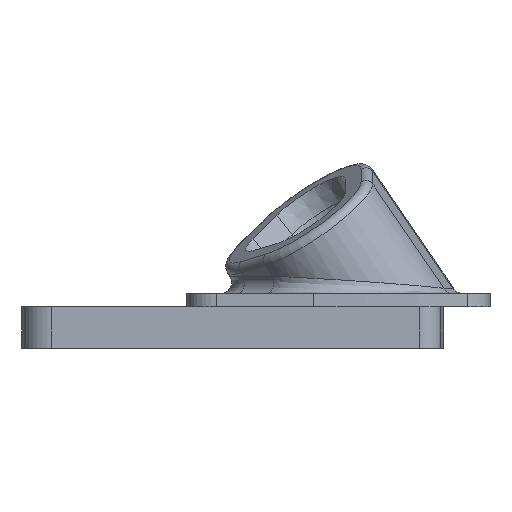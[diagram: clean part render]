
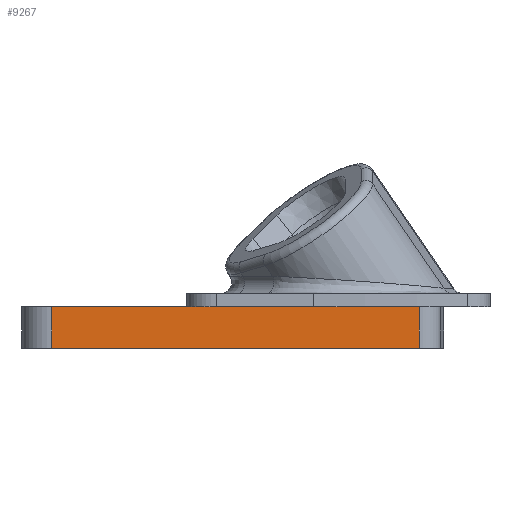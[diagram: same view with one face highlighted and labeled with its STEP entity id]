
A CAD part, left-side view. The second image highlights one B-rep face of the part: STEP entity #9267.
In plain terms, the highlighted planar face has unit normal (-1, 0, 0).
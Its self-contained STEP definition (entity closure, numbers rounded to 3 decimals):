
#4068 = PLANE('',#4069);
#4069 = AXIS2_PLACEMENT_3D('',#4070,#4071,#4072);
#4070 = CARTESIAN_POINT('',(0.,0.,-1.6));
#4071 = DIRECTION('',(0.,0.,1.));
#4072 = DIRECTION('',(1.,0.,0.));
#4531 = VERTEX_POINT('',#4532);
#4532 = CARTESIAN_POINT('',(-72.8,18.4,-1.6));
#4546 = PLANE('',#4547);
#4547 = AXIS2_PLACEMENT_3D('',#4548,#4549,#4550);
#4548 = CARTESIAN_POINT('',(0.,12.8,-1.6));
#4549 = DIRECTION('',(0.,0.,-1.));
#4550 = DIRECTION('',(-1.,0.,0.));
#7224 = EDGE_CURVE('',#4531,#7225,#7227,.T.);
#7225 = VERTEX_POINT('',#7226);
#7226 = CARTESIAN_POINT('',(-72.8,-9.8,-1.6));
#7227 = SURFACE_CURVE('',#7228,(#7232,#7239),.PCURVE_S1.);
#7228 = LINE('',#7229,#7230);
#7229 = CARTESIAN_POINT('',(-72.8,-4.9,-1.6));
#7230 = VECTOR('',#7231,1.);
#7231 = DIRECTION('',(0.,-1.,0.));
#7232 = PCURVE('',#4068,#7233);
#7233 = DEFINITIONAL_REPRESENTATION('',(#7234),#7238);
#7234 = LINE('',#7235,#7236);
#7235 = CARTESIAN_POINT('',(-72.8,-4.9));
#7236 = VECTOR('',#7237,1.);
#7237 = DIRECTION('',(0.,-1.));
#7238 = ( GEOMETRIC_REPRESENTATION_CONTEXT(2) 
PARAMETRIC_REPRESENTATION_CONTEXT() REPRESENTATION_CONTEXT('2D SPACE',''
  ) );
#7239 = PCURVE('',#7240,#7245);
#7240 = PLANE('',#7241);
#7241 = AXIS2_PLACEMENT_3D('',#7242,#7243,#7244);
#7242 = CARTESIAN_POINT('',(-72.8,-9.8,-1.6));
#7243 = DIRECTION('',(-1.,0.,0.));
#7244 = DIRECTION('',(0.,1.,0.));
#7245 = DEFINITIONAL_REPRESENTATION('',(#7246),#7250);
#7246 = LINE('',#7247,#7248);
#7247 = CARTESIAN_POINT('',(4.9,0.));
#7248 = VECTOR('',#7249,1.);
#7249 = DIRECTION('',(-1.,0.));
#7250 = ( GEOMETRIC_REPRESENTATION_CONTEXT(2) 
PARAMETRIC_REPRESENTATION_CONTEXT() REPRESENTATION_CONTEXT('2D SPACE',''
  ) );
#7269 = CYLINDRICAL_SURFACE('',#7270,2.6);
#7270 = AXIS2_PLACEMENT_3D('',#7271,#7272,#7273);
#7271 = CARTESIAN_POINT('',(-70.2,-9.8,-1.6));
#7272 = DIRECTION('',(0.,0.,-1.));
#7273 = DIRECTION('',(0.,-1.,0.));
#7795 = VERTEX_POINT('',#7796);
#7796 = CARTESIAN_POINT('',(-72.8,34.8,-1.6));
#7811 = CYLINDRICAL_SURFACE('',#7812,3.6);
#7812 = AXIS2_PLACEMENT_3D('',#7813,#7814,#7815);
#7813 = CARTESIAN_POINT('',(-69.2,34.8,-1.6));
#7814 = DIRECTION('',(0.,0.,-1.));
#7815 = DIRECTION('',(-1.,0.,0.));
#7823 = EDGE_CURVE('',#4531,#7795,#7824,.T.);
#7824 = SURFACE_CURVE('',#7825,(#7829,#7836),.PCURVE_S1.);
#7825 = LINE('',#7826,#7827);
#7826 = CARTESIAN_POINT('',(-72.8,-9.8,-1.6));
#7827 = VECTOR('',#7828,1.);
#7828 = DIRECTION('',(0.,1.,0.));
#7829 = PCURVE('',#4546,#7830);
#7830 = DEFINITIONAL_REPRESENTATION('',(#7831),#7835);
#7831 = LINE('',#7832,#7833);
#7832 = CARTESIAN_POINT('',(72.8,-22.6));
#7833 = VECTOR('',#7834,1.);
#7834 = DIRECTION('',(0.,1.));
#7835 = ( GEOMETRIC_REPRESENTATION_CONTEXT(2) 
PARAMETRIC_REPRESENTATION_CONTEXT() REPRESENTATION_CONTEXT('2D SPACE',''
  ) );
#7836 = PCURVE('',#7240,#7837);
#7837 = DEFINITIONAL_REPRESENTATION('',(#7838),#7842);
#7838 = LINE('',#7839,#7840);
#7839 = CARTESIAN_POINT('',(0.,0.));
#7840 = VECTOR('',#7841,1.);
#7841 = DIRECTION('',(1.,0.));
#7842 = ( GEOMETRIC_REPRESENTATION_CONTEXT(2) 
PARAMETRIC_REPRESENTATION_CONTEXT() REPRESENTATION_CONTEXT('2D SPACE',''
  ) );
#9267 = ADVANCED_FACE('',(#9268),#7240,.T.);
#9268 = FACE_BOUND('',#9269,.T.);
#9269 = EDGE_LOOP('',(#9270,#9271,#9272,#9295,#9323));
#9270 = ORIENTED_EDGE('',*,*,#7224,.F.);
#9271 = ORIENTED_EDGE('',*,*,#7823,.T.);
#9272 = ORIENTED_EDGE('',*,*,#9273,.T.);
#9273 = EDGE_CURVE('',#7795,#9274,#9276,.T.);
#9274 = VERTEX_POINT('',#9275);
#9275 = CARTESIAN_POINT('',(-72.8,34.8,-6.6));
#9276 = SURFACE_CURVE('',#9277,(#9281,#9288),.PCURVE_S1.);
#9277 = LINE('',#9278,#9279);
#9278 = CARTESIAN_POINT('',(-72.8,34.8,-1.6));
#9279 = VECTOR('',#9280,1.);
#9280 = DIRECTION('',(0.,0.,-1.));
#9281 = PCURVE('',#7240,#9282);
#9282 = DEFINITIONAL_REPRESENTATION('',(#9283),#9287);
#9283 = LINE('',#9284,#9285);
#9284 = CARTESIAN_POINT('',(44.6,0.));
#9285 = VECTOR('',#9286,1.);
#9286 = DIRECTION('',(0.,1.));
#9287 = ( GEOMETRIC_REPRESENTATION_CONTEXT(2) 
PARAMETRIC_REPRESENTATION_CONTEXT() REPRESENTATION_CONTEXT('2D SPACE',''
  ) );
#9288 = PCURVE('',#7811,#9289);
#9289 = DEFINITIONAL_REPRESENTATION('',(#9290),#9294);
#9290 = LINE('',#9291,#9292);
#9291 = CARTESIAN_POINT('',(0.,0.));
#9292 = VECTOR('',#9293,1.);
#9293 = DIRECTION('',(0.,1.));
#9294 = ( GEOMETRIC_REPRESENTATION_CONTEXT(2) 
PARAMETRIC_REPRESENTATION_CONTEXT() REPRESENTATION_CONTEXT('2D SPACE',''
  ) );
#9295 = ORIENTED_EDGE('',*,*,#9296,.F.);
#9296 = EDGE_CURVE('',#9297,#9274,#9299,.T.);
#9297 = VERTEX_POINT('',#9298);
#9298 = CARTESIAN_POINT('',(-72.8,-9.8,-6.6));
#9299 = SURFACE_CURVE('',#9300,(#9304,#9311),.PCURVE_S1.);
#9300 = LINE('',#9301,#9302);
#9301 = CARTESIAN_POINT('',(-72.8,-9.8,-6.6));
#9302 = VECTOR('',#9303,1.);
#9303 = DIRECTION('',(0.,1.,0.));
#9304 = PCURVE('',#7240,#9305);
#9305 = DEFINITIONAL_REPRESENTATION('',(#9306),#9310);
#9306 = LINE('',#9307,#9308);
#9307 = CARTESIAN_POINT('',(0.,5.));
#9308 = VECTOR('',#9309,1.);
#9309 = DIRECTION('',(1.,0.));
#9310 = ( GEOMETRIC_REPRESENTATION_CONTEXT(2) 
PARAMETRIC_REPRESENTATION_CONTEXT() REPRESENTATION_CONTEXT('2D SPACE',''
  ) );
#9311 = PCURVE('',#9312,#9317);
#9312 = PLANE('',#9313);
#9313 = AXIS2_PLACEMENT_3D('',#9314,#9315,#9316);
#9314 = CARTESIAN_POINT('',(0.,12.8,-6.6));
#9315 = DIRECTION('',(0.,0.,-1.));
#9316 = DIRECTION('',(-1.,0.,0.));
#9317 = DEFINITIONAL_REPRESENTATION('',(#9318),#9322);
#9318 = LINE('',#9319,#9320);
#9319 = CARTESIAN_POINT('',(72.8,-22.6));
#9320 = VECTOR('',#9321,1.);
#9321 = DIRECTION('',(0.,1.));
#9322 = ( GEOMETRIC_REPRESENTATION_CONTEXT(2) 
PARAMETRIC_REPRESENTATION_CONTEXT() REPRESENTATION_CONTEXT('2D SPACE',''
  ) );
#9323 = ORIENTED_EDGE('',*,*,#9324,.F.);
#9324 = EDGE_CURVE('',#7225,#9297,#9325,.T.);
#9325 = SURFACE_CURVE('',#9326,(#9330,#9337),.PCURVE_S1.);
#9326 = LINE('',#9327,#9328);
#9327 = CARTESIAN_POINT('',(-72.8,-9.8,-1.6));
#9328 = VECTOR('',#9329,1.);
#9329 = DIRECTION('',(0.,0.,-1.));
#9330 = PCURVE('',#7240,#9331);
#9331 = DEFINITIONAL_REPRESENTATION('',(#9332),#9336);
#9332 = LINE('',#9333,#9334);
#9333 = CARTESIAN_POINT('',(0.,0.));
#9334 = VECTOR('',#9335,1.);
#9335 = DIRECTION('',(0.,1.));
#9336 = ( GEOMETRIC_REPRESENTATION_CONTEXT(2) 
PARAMETRIC_REPRESENTATION_CONTEXT() REPRESENTATION_CONTEXT('2D SPACE',''
  ) );
#9337 = PCURVE('',#7269,#9338);
#9338 = DEFINITIONAL_REPRESENTATION('',(#9339),#9343);
#9339 = LINE('',#9340,#9341);
#9340 = CARTESIAN_POINT('',(1.571,0.));
#9341 = VECTOR('',#9342,1.);
#9342 = DIRECTION('',(0.,1.));
#9343 = ( GEOMETRIC_REPRESENTATION_CONTEXT(2) 
PARAMETRIC_REPRESENTATION_CONTEXT() REPRESENTATION_CONTEXT('2D SPACE',''
  ) );
